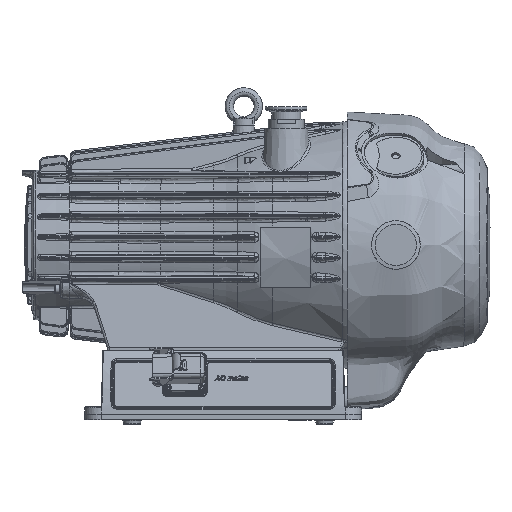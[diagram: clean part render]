
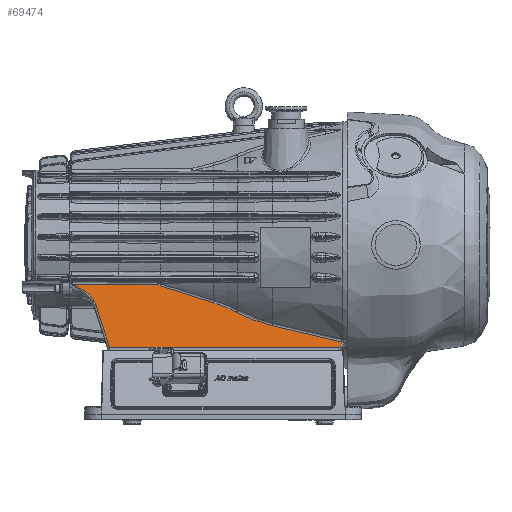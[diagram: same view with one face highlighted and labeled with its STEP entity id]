
A CAD part, left-side view. The second image highlights one B-rep face of the part: STEP entity #69474.
In plain terms, the highlighted planar face has unit normal (-0.99, 0, 0.139).
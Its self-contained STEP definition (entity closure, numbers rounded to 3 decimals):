
#6608=FACE_OUTER_BOUND('',#11108,.T.);
#11108=EDGE_LOOP('',(#57141,#57142,#57143,#57144,#57145,#57146,#57147,#57148,
#57149,#57150,#57151,#57152,#57153));
#14790=B_SPLINE_CURVE_WITH_KNOTS('',3,(#146325,#146326,#146327,#146328),
 .UNSPECIFIED.,.F.,.F.,(4,4),(0.,0.505),
 .UNSPECIFIED.);
#15955=B_SPLINE_CURVE_WITH_KNOTS('',3,(#171388,#171389,#171390,#171391,
#171392),.UNSPECIFIED.,.F.,.F.,(4,1,4),(-1.268,-1.235,
-0.66),.UNSPECIFIED.);
#15956=B_SPLINE_CURVE_WITH_KNOTS('',3,(#171394,#171395,#171396,#171397),
 .UNSPECIFIED.,.F.,.F.,(4,4),(-0.937,-0.769),
 .UNSPECIFIED.);
#15957=B_SPLINE_CURVE_WITH_KNOTS('',3,(#171399,#171400,#171401,#171402),
 .UNSPECIFIED.,.F.,.F.,(4,4),(21.227,28.12),
 .UNSPECIFIED.);
#15958=B_SPLINE_CURVE_WITH_KNOTS('',3,(#171404,#171405,#171406,#171407),
 .UNSPECIFIED.,.F.,.F.,(4,4),(-9.471,-7.429),
 .UNSPECIFIED.);
#15959=B_SPLINE_CURVE_WITH_KNOTS('',3,(#171409,#171410,#171411,#171412),
 .UNSPECIFIED.,.F.,.F.,(4,4),(-11.094,-9.471),
 .UNSPECIFIED.);
#15960=B_SPLINE_CURVE_WITH_KNOTS('',3,(#171414,#171415,#171416,#171417),
 .UNSPECIFIED.,.F.,.F.,(4,4),(-8.723,-6.22),
 .UNSPECIFIED.);
#15961=B_SPLINE_CURVE_WITH_KNOTS('',3,(#171419,#171420,#171421,#171422),
 .UNSPECIFIED.,.F.,.F.,(4,4),(3.246,8.585),
 .UNSPECIFIED.);
#15962=B_SPLINE_CURVE_WITH_KNOTS('',3,(#171424,#171425,#171426,#171427),
 .UNSPECIFIED.,.F.,.F.,(4,4),(-11.559,-11.304),
 .UNSPECIFIED.);
#15963=B_SPLINE_CURVE_WITH_KNOTS('',3,(#171429,#171430,#171431,#171432),
 .UNSPECIFIED.,.F.,.F.,(4,4),(-10.141,-1.89),
 .UNSPECIFIED.);
#15964=B_SPLINE_CURVE_WITH_KNOTS('',3,(#171433,#171434,#171435,#171436,
#171437,#171438,#171439),.UNSPECIFIED.,.F.,.F.,(4,1,1,1,4),(0.,0.86,
1.721,2.366,2.665),.UNSPECIFIED.);
#18648=LINE('',#146334,#21414);
#18681=LINE('',#171386,#21447);
#21414=VECTOR('',#84365,10.);
#21447=VECTOR('',#86556,10.);
#29598=VERTEX_POINT('',#146316);
#29600=VERTEX_POINT('',#146323);
#29602=VERTEX_POINT('',#146332);
#30798=VERTEX_POINT('',#171385);
#30799=VERTEX_POINT('',#171387);
#30800=VERTEX_POINT('',#171393);
#30801=VERTEX_POINT('',#171398);
#30802=VERTEX_POINT('',#171403);
#30803=VERTEX_POINT('',#171408);
#30804=VERTEX_POINT('',#171413);
#30805=VERTEX_POINT('',#171418);
#30806=VERTEX_POINT('',#171423);
#30807=VERTEX_POINT('',#171428);
#37969=EDGE_CURVE('',#29600,#29598,#14790,.T.);
#37972=EDGE_CURVE('',#29602,#29600,#18648,.T.);
#40046=EDGE_CURVE('',#29602,#30798,#18681,.T.);
#40047=EDGE_CURVE('',#30799,#30798,#15955,.T.);
#40048=EDGE_CURVE('',#30800,#30799,#15956,.T.);
#40049=EDGE_CURVE('',#30801,#30800,#15957,.T.);
#40050=EDGE_CURVE('',#30802,#30801,#15958,.T.);
#40051=EDGE_CURVE('',#30803,#30802,#15959,.T.);
#40052=EDGE_CURVE('',#30804,#30803,#15960,.T.);
#40053=EDGE_CURVE('',#30805,#30804,#15961,.T.);
#40054=EDGE_CURVE('',#30806,#30805,#15962,.T.);
#40055=EDGE_CURVE('',#30807,#30806,#15963,.T.);
#40056=EDGE_CURVE('',#29598,#30807,#15964,.T.);
#57141=ORIENTED_EDGE('',*,*,#37972,.F.);
#57142=ORIENTED_EDGE('',*,*,#40046,.T.);
#57143=ORIENTED_EDGE('',*,*,#40047,.F.);
#57144=ORIENTED_EDGE('',*,*,#40048,.F.);
#57145=ORIENTED_EDGE('',*,*,#40049,.F.);
#57146=ORIENTED_EDGE('',*,*,#40050,.F.);
#57147=ORIENTED_EDGE('',*,*,#40051,.F.);
#57148=ORIENTED_EDGE('',*,*,#40052,.F.);
#57149=ORIENTED_EDGE('',*,*,#40053,.F.);
#57150=ORIENTED_EDGE('',*,*,#40054,.F.);
#57151=ORIENTED_EDGE('',*,*,#40055,.F.);
#57152=ORIENTED_EDGE('',*,*,#40056,.F.);
#57153=ORIENTED_EDGE('',*,*,#37969,.F.);
#66526=PLANE('',#75077);
#69474=ADVANCED_FACE('',(#6608),#66526,.T.);
#75077=AXIS2_PLACEMENT_3D('',#171384,#86554,#86555);
#84365=DIRECTION('',(0.132,0.306,0.943));
#86554=DIRECTION('center_axis',(-0.99,0.,
0.139));
#86555=DIRECTION('ref_axis',(0.,-1.,0.));
#86556=DIRECTION('',(0.,-1.,0.));
#146316=CARTESIAN_POINT('',(-69.702,252.945,-54.059));
#146323=CARTESIAN_POINT('',(-70.342,250.887,-58.615));
#146325=CARTESIAN_POINT('Ctrl Pts',(-70.342,250.887,
-58.615));
#146326=CARTESIAN_POINT('Ctrl Pts',(-70.119,251.403,
-57.028));
#146327=CARTESIAN_POINT('Ctrl Pts',(-69.904,252.1,
-55.5));
#146328=CARTESIAN_POINT('Ctrl Pts',(-69.702,252.945,
-54.059));
#146332=CARTESIAN_POINT('',(-76.,238.,-98.872));
#146334=CARTESIAN_POINT('',(-78.52,231.98,-116.804));
#171384=CARTESIAN_POINT('Origin',(-78.298,43.,-115.224));
#171385=CARTESIAN_POINT('',(-76.,15.523,-98.872));
#171386=CARTESIAN_POINT('',(-76.,141.5,-98.872));
#171387=CARTESIAN_POINT('',(-75.341,11.782,-94.181));
#171388=CARTESIAN_POINT('Ctrl Pts',(-75.341,11.782,-94.181));
#171389=CARTESIAN_POINT('Ctrl Pts',(-75.35,11.869,
-94.249));
#171390=CARTESIAN_POINT('Ctrl Pts',(-75.528,13.445,
-95.516));
#171391=CARTESIAN_POINT('Ctrl Pts',(-75.759,14.692,
-97.16));
#171392=CARTESIAN_POINT('Ctrl Pts',(-76.,15.523,-98.872));
#171393=CARTESIAN_POINT('',(-75.295,13.432,-93.854));
#171394=CARTESIAN_POINT('Ctrl Pts',(-75.295,13.432,
-93.854));
#171395=CARTESIAN_POINT('Ctrl Pts',(-75.312,12.887,-93.979));
#171396=CARTESIAN_POINT('Ctrl Pts',(-75.328,12.336,
-94.088));
#171397=CARTESIAN_POINT('Ctrl Pts',(-75.341,11.782,
-94.181));
#171398=CARTESIAN_POINT('',(-73.087,80.514,-78.144));
#171399=CARTESIAN_POINT('Ctrl Pts',(-73.087,80.514,
-78.144));
#171400=CARTESIAN_POINT('Ctrl Pts',(-73.843,58.188,
-83.522));
#171401=CARTESIAN_POINT('Ctrl Pts',(-74.576,35.821,
-88.737));
#171402=CARTESIAN_POINT('Ctrl Pts',(-75.295,13.432,
-93.854));
#171403=CARTESIAN_POINT('',(-72.223,100.102,-72.));
#171404=CARTESIAN_POINT('Ctrl Pts',(-72.223,100.101,-71.998));
#171405=CARTESIAN_POINT('Ctrl Pts',(-72.573,93.73,
-74.486));
#171406=CARTESIAN_POINT('Ctrl Pts',(-72.862,87.169,
-76.541));
#171407=CARTESIAN_POINT('Ctrl Pts',(-73.087,80.514,-78.144));
#171408=CARTESIAN_POINT('',(-71.275,114.884,-65.256));
#171409=CARTESIAN_POINT('Ctrl Pts',(-71.275,114.884,-65.256));
#171410=CARTESIAN_POINT('Ctrl Pts',(-71.629,110.108,
-67.77));
#171411=CARTESIAN_POINT('Ctrl Pts',(-71.945,105.164,-70.021));
#171412=CARTESIAN_POINT('Ctrl Pts',(-72.223,100.101,-71.998));
#171413=CARTESIAN_POINT('',(-69.938,138.006,-55.743));
#171414=CARTESIAN_POINT('Ctrl Pts',(-69.938,138.006,
-55.743));
#171415=CARTESIAN_POINT('Ctrl Pts',(-70.272,130.013,
-58.114));
#171416=CARTESIAN_POINT('Ctrl Pts',(-70.73,122.255,
-61.374));
#171417=CARTESIAN_POINT('Ctrl Pts',(-71.275,114.884,-65.256));
#171418=CARTESIAN_POINT('',(-67.657,188.82,-39.507));
#171419=CARTESIAN_POINT('Ctrl Pts',(-67.657,188.82,
-39.507));
#171420=CARTESIAN_POINT('Ctrl Pts',(-68.482,172.04,-45.381));
#171421=CARTESIAN_POINT('Ctrl Pts',(-69.227,155.059,-50.683));
#171422=CARTESIAN_POINT('Ctrl Pts',(-69.938,138.006,
-55.743));
#171423=CARTESIAN_POINT('',(-67.541,191.232,-38.684));
#171424=CARTESIAN_POINT('Ctrl Pts',(-67.541,191.232,-38.684));
#171425=CARTESIAN_POINT('Ctrl Pts',(-67.579,190.426,
-38.952));
#171426=CARTESIAN_POINT('Ctrl Pts',(-67.617,189.622,
-39.226));
#171427=CARTESIAN_POINT('Ctrl Pts',(-67.657,188.82,
-39.507));
#171428=CARTESIAN_POINT('',(-67.465,273.743,-38.146));
#171429=CARTESIAN_POINT('Ctrl Pts',(-67.465,273.743,
-38.146));
#171430=CARTESIAN_POINT('Ctrl Pts',(-67.491,246.239,
-38.327));
#171431=CARTESIAN_POINT('Ctrl Pts',(-67.516,218.736,
-38.506));
#171432=CARTESIAN_POINT('Ctrl Pts',(-67.541,191.232,
-38.684));
#171433=CARTESIAN_POINT('Ctrl Pts',(-69.702,252.945,
-54.059));
#171434=CARTESIAN_POINT('Ctrl Pts',(-69.357,254.386,-51.602));
#171435=CARTESIAN_POINT('Ctrl Pts',(-68.733,258.161,
-47.168));
#171436=CARTESIAN_POINT('Ctrl Pts',(-68.099,264.649,
-42.654));
#171437=CARTESIAN_POINT('Ctrl Pts',(-67.71,269.988,-39.885));
#171438=CARTESIAN_POINT('Ctrl Pts',(-67.523,272.837,
-38.558));
#171439=CARTESIAN_POINT('Ctrl Pts',(-67.465,273.743,
-38.145));
